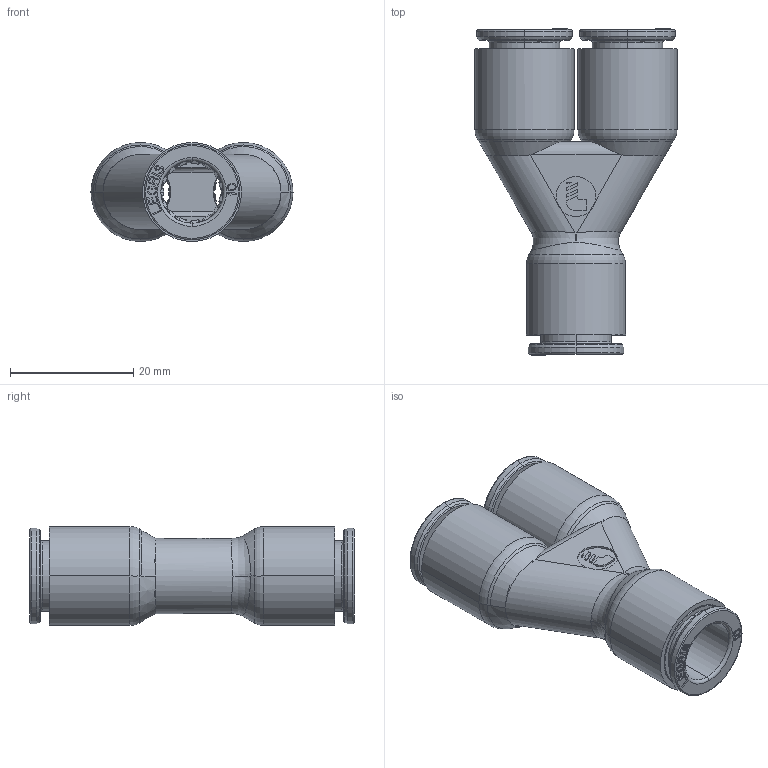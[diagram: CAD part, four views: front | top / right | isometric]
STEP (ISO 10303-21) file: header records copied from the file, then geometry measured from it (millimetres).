
FILE_DESCRIPTION(('STEP AP214'),'1');
FILE_NAME('6840_10_00.stp','2016-07-07T14:45:02',('TraceParts'),('TraceParts S.A.'),'Spatial InterOp 3D',' ',' ');
FILE_SCHEMA(('automotive_design'));
Length unit declared in the file: millimetre
Products named in the file (16): V840-10-00_ASM|Next assembly relationship#44110-19_ASM|Next assembly relationship#44110-32;44110-32; V840-10-00_ASM|Next assembly relationship#44110-19_ASM|Next assembly relationship#44110;44110; V840-10-00_ASM|Next assembly relationship#44110-19_ASM|Next assembly relationship#44110-30;44110-30; V840-10-00_ASM|Next assembly relationship#44110-19_ASM|Next assembly relationship#44110-40;44110-40; V840-10-00_ASM|Next assembly relationship#44520-10;44520-10; V840-10-00_ASM|Next assembly relationship#44110-11-10-ASM;44110-11-10-ASM
Bounding box: 32.85 x 53 x 16.1 mm (x, y, z)
Volume: 7200.3 mm3; surface area: 13731.5 mm2
Topology: 16 solids, 16 shells, 1984 faces, 5015 edges, 3123 vertices
Faces by surface type: plane 818, cylinder 345, torus 291, bspline 276, cone 254
Entity records: 69902 total; most frequent: CARTESIAN_POINT 23199, ORIENTED_EDGE 10030, DIRECTION 9143, EDGE_CURVE 5015, AXIS2_PLACEMENT_3D 3128, VERTEX_POINT 3123, LINE 2887, VECTOR 2887
